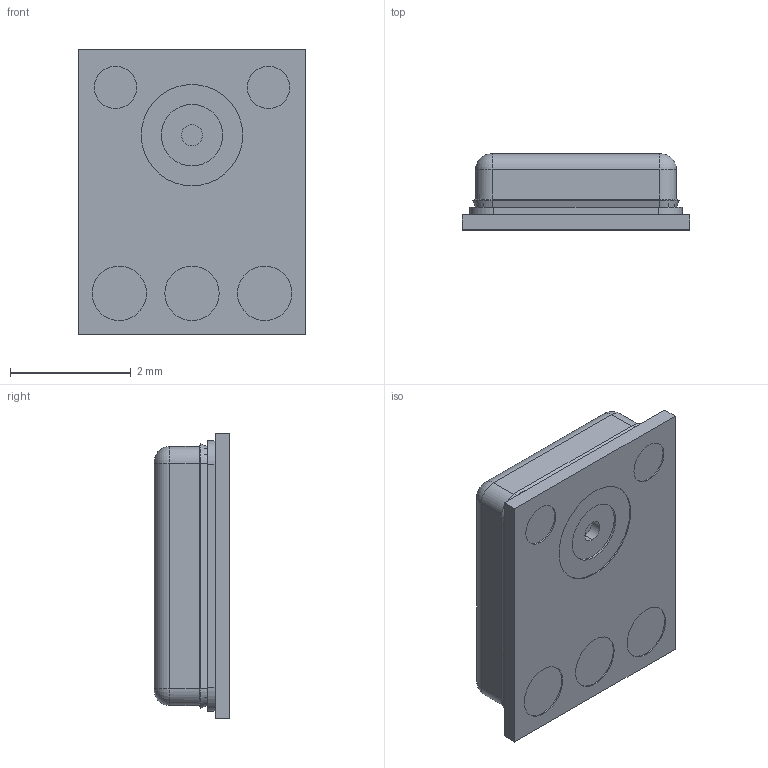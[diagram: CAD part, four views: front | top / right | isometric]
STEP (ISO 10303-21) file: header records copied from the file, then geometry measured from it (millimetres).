
FILE_DESCRIPTION (( 'STEP AP214' ), '1' );
FILE_NAME ('SPM0687LR5X Rev 1_SW.STEP', '2016-12-05T22:33:01', ( '' ), ( '' ), 'SwSTEP 2.0', 'SolidWorks 2015', '' );
FILE_SCHEMA (( 'AUTOMOTIVE_DESIGN' ));
Length unit declared in the file: millimetre
Products named in the file (1): SPM0687LR5X Rev 1_SW
Bounding box: 3.76 x 1.25 x 4.72 mm (x, y, z)
Surface area: 54.3 mm2 (no closed solid volume)
Topology: 0 solids, 1 shells, 72 faces, 198 edges, 124 vertices
Faces by surface type: plane 32, cylinder 28, bspline 8, torus 4
Entity records: 2929 total; most frequent: CARTESIAN_POINT 701, DIRECTION 362, ORIENTED_EDGE 360, EDGE_CURVE 198, AXIS2_PLACEMENT_3D 129, VERTEX_POINT 124, LINE 104, VECTOR 104
